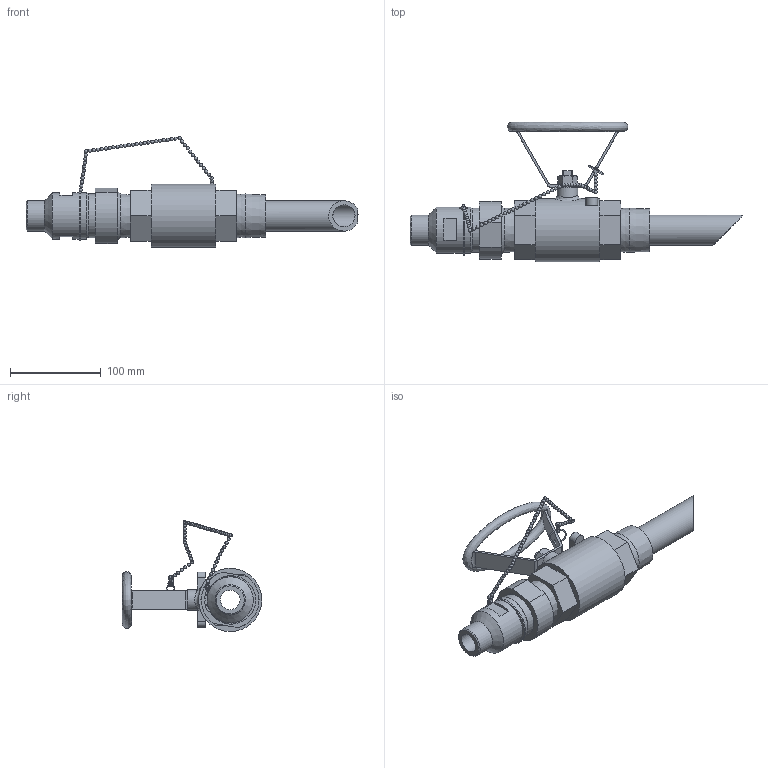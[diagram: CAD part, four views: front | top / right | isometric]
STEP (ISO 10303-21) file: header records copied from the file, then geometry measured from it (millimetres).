
FILE_DESCRIPTION(/* description */ (''),/* implementation_level */ '2;1');
FILE_NAME(/* name */ 'CS-10A15A-4IA-EEEV_R0.stp',/* time_stamp */ '2024-11-07T08:19:26-05:00',/* author */ ('SalesDesk5'),/* organization */ (''),/* preprocessor_version */ 'ST-DEVELOPER v20',/* originating_system */ 'Autodesk Inventor 2025',/* authorisation */ '');
FILE_SCHEMA (('CONFIG_CONTROL_DESIGN'));
Length unit declared in the file: inch
Products named in the file (1): Part2
Bounding box: 364.86 x 153.42 x 122.02 mm (x, y, z)
Volume: 579966.5 mm3; surface area: 177607.6 mm2
Topology: 21 solids, 21 shells, 333 faces, 829 edges, 542 vertices
Faces by surface type: plane 125, cylinder 111, sphere 63, cone 24, bspline 7, torus 3
Full cylindrical faces by diameter (mm): 0.9 x54, 1.694 x2, 2.5 x2, 3.8 x2, 4 x2, 5.08 x2, 7.62 x1, 10.668 x1, 21.59 x1, 22.86 x1, 24.308 x1, 33.401 x2, 34.722 x2, 37.719 x1, 38.1 x2, 41.783 x1, 44.044 x1, 44.054 x1, 45.72 x1, 48.26 x2, 50.8 x2, 69.444 x1
Entity records: 11380 total; most frequent: CARTESIAN_POINT 2742, DIRECTION 1874, ORIENTED_EDGE 1636, EDGE_CURVE 818, AXIS2_PLACEMENT_3D 785, VERTEX_POINT 542, CIRCLE 455, EDGE_LOOP 384
